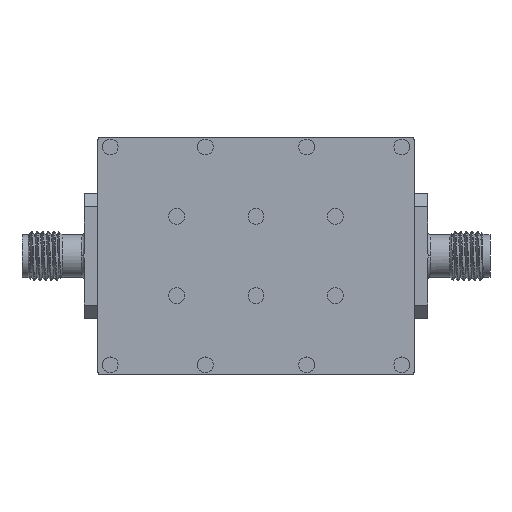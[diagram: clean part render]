
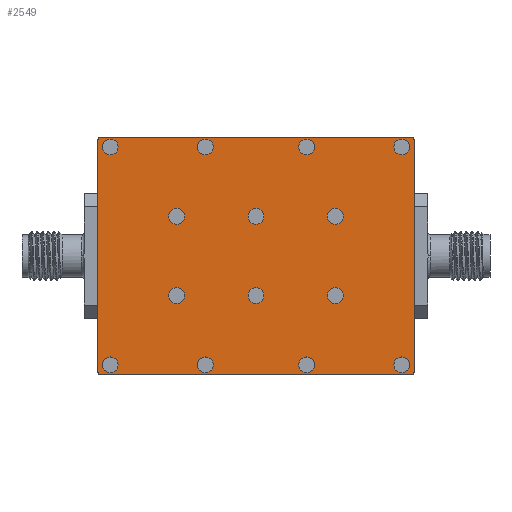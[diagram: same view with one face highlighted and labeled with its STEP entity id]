
A CAD part, top view. The second image highlights one B-rep face of the part: STEP entity #2549.
In plain terms, the highlighted planar face has unit normal (0, 0, 1).
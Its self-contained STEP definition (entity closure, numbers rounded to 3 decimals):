
#2513 = EDGE_CURVE('',#2514,#2516,#2518,.T.);
#2514 = VERTEX_POINT('',#2515);
#2515 = CARTESIAN_POINT('',(-19.5,-15.,10.));
#2516 = VERTEX_POINT('',#2517);
#2517 = CARTESIAN_POINT('',(19.5,-15.,10.));
#2518 = LINE('',#2519,#2520);
#2519 = CARTESIAN_POINT('',(-20.,-15.,10.));
#2520 = VECTOR('',#2521,1.);
#2521 = DIRECTION('',(1.,0.,0.));
#2549 = ADVANCED_FACE('',(#2550,#2611,#2622,#2633,#2644,#2655,#2666,
    #2677,#2688,#2699,#2710,#2721,#2732,#2743,#2754),#2765,.T.);
#2550 = FACE_BOUND('',#2551,.T.);
#2551 = EDGE_LOOP('',(#2552,#2553,#2562,#2570,#2579,#2587,#2596,#2604));
#2552 = ORIENTED_EDGE('',*,*,#2513,.T.);
#2553 = ORIENTED_EDGE('',*,*,#2554,.T.);
#2554 = EDGE_CURVE('',#2516,#2555,#2557,.T.);
#2555 = VERTEX_POINT('',#2556);
#2556 = CARTESIAN_POINT('',(20.,-14.5,10.));
#2557 = CIRCLE('',#2558,0.5);
#2558 = AXIS2_PLACEMENT_3D('',#2559,#2560,#2561);
#2559 = CARTESIAN_POINT('',(19.5,-14.5,10.));
#2560 = DIRECTION('',(0.,0.,1.));
#2561 = DIRECTION('',(0.,1.,0.));
#2562 = ORIENTED_EDGE('',*,*,#2563,.T.);
#2563 = EDGE_CURVE('',#2555,#2564,#2566,.T.);
#2564 = VERTEX_POINT('',#2565);
#2565 = CARTESIAN_POINT('',(20.,14.5,10.));
#2566 = LINE('',#2567,#2568);
#2567 = CARTESIAN_POINT('',(20.,-15.,10.));
#2568 = VECTOR('',#2569,1.);
#2569 = DIRECTION('',(0.,1.,0.));
#2570 = ORIENTED_EDGE('',*,*,#2571,.T.);
#2571 = EDGE_CURVE('',#2564,#2572,#2574,.T.);
#2572 = VERTEX_POINT('',#2573);
#2573 = CARTESIAN_POINT('',(19.5,15.,10.));
#2574 = CIRCLE('',#2575,0.5);
#2575 = AXIS2_PLACEMENT_3D('',#2576,#2577,#2578);
#2576 = CARTESIAN_POINT('',(19.5,14.5,10.));
#2577 = DIRECTION('',(0.,0.,1.));
#2578 = DIRECTION('',(0.,1.,0.));
#2579 = ORIENTED_EDGE('',*,*,#2580,.T.);
#2580 = EDGE_CURVE('',#2572,#2581,#2583,.T.);
#2581 = VERTEX_POINT('',#2582);
#2582 = CARTESIAN_POINT('',(-19.5,15.,10.));
#2583 = LINE('',#2584,#2585);
#2584 = CARTESIAN_POINT('',(20.,15.,10.));
#2585 = VECTOR('',#2586,1.);
#2586 = DIRECTION('',(-1.,-0.,0.));
#2587 = ORIENTED_EDGE('',*,*,#2588,.F.);
#2588 = EDGE_CURVE('',#2589,#2581,#2591,.T.);
#2589 = VERTEX_POINT('',#2590);
#2590 = CARTESIAN_POINT('',(-20.,14.5,10.));
#2591 = CIRCLE('',#2592,0.5);
#2592 = AXIS2_PLACEMENT_3D('',#2593,#2594,#2595);
#2593 = CARTESIAN_POINT('',(-19.5,14.5,10.));
#2594 = DIRECTION('',(0.,0.,-1.));
#2595 = DIRECTION('',(0.,1.,0.));
#2596 = ORIENTED_EDGE('',*,*,#2597,.T.);
#2597 = EDGE_CURVE('',#2589,#2598,#2600,.T.);
#2598 = VERTEX_POINT('',#2599);
#2599 = CARTESIAN_POINT('',(-20.,-14.5,10.));
#2600 = LINE('',#2601,#2602);
#2601 = CARTESIAN_POINT('',(-20.,15.,10.));
#2602 = VECTOR('',#2603,1.);
#2603 = DIRECTION('',(0.,-1.,0.));
#2604 = ORIENTED_EDGE('',*,*,#2605,.F.);
#2605 = EDGE_CURVE('',#2514,#2598,#2606,.T.);
#2606 = CIRCLE('',#2607,0.5);
#2607 = AXIS2_PLACEMENT_3D('',#2608,#2609,#2610);
#2608 = CARTESIAN_POINT('',(-19.5,-14.5,10.));
#2609 = DIRECTION('',(0.,0.,-1.));
#2610 = DIRECTION('',(0.,1.,0.));
#2611 = FACE_BOUND('',#2612,.T.);
#2612 = EDGE_LOOP('',(#2613));
#2613 = ORIENTED_EDGE('',*,*,#2614,.F.);
#2614 = EDGE_CURVE('',#2615,#2615,#2617,.T.);
#2615 = VERTEX_POINT('',#2616);
#2616 = CARTESIAN_POINT('',(11.,-5.,10.));
#2617 = CIRCLE('',#2618,1.);
#2618 = AXIS2_PLACEMENT_3D('',#2619,#2620,#2621);
#2619 = CARTESIAN_POINT('',(10.,-5.,10.));
#2620 = DIRECTION('',(-0.,0.,1.));
#2621 = DIRECTION('',(1.,0.,0.));
#2622 = FACE_BOUND('',#2623,.T.);
#2623 = EDGE_LOOP('',(#2624));
#2624 = ORIENTED_EDGE('',*,*,#2625,.T.);
#2625 = EDGE_CURVE('',#2626,#2626,#2628,.T.);
#2626 = VERTEX_POINT('',#2627);
#2627 = CARTESIAN_POINT('',(7.4,-13.75,10.));
#2628 = CIRCLE('',#2629,1.);
#2629 = AXIS2_PLACEMENT_3D('',#2630,#2631,#2632);
#2630 = CARTESIAN_POINT('',(6.4,-13.75,10.));
#2631 = DIRECTION('',(0.,0.,-1.));
#2632 = DIRECTION('',(1.,0.,0.));
#2633 = FACE_BOUND('',#2634,.T.);
#2634 = EDGE_LOOP('',(#2635));
#2635 = ORIENTED_EDGE('',*,*,#2636,.T.);
#2636 = EDGE_CURVE('',#2637,#2637,#2639,.T.);
#2637 = VERTEX_POINT('',#2638);
#2638 = CARTESIAN_POINT('',(-5.4,-13.75,10.));
#2639 = CIRCLE('',#2640,1.);
#2640 = AXIS2_PLACEMENT_3D('',#2641,#2642,#2643);
#2641 = CARTESIAN_POINT('',(-6.4,-13.75,10.));
#2642 = DIRECTION('',(0.,0.,-1.));
#2643 = DIRECTION('',(1.,0.,0.));
#2644 = FACE_BOUND('',#2645,.T.);
#2645 = EDGE_LOOP('',(#2646));
#2646 = ORIENTED_EDGE('',*,*,#2647,.F.);
#2647 = EDGE_CURVE('',#2648,#2648,#2650,.T.);
#2648 = VERTEX_POINT('',#2649);
#2649 = CARTESIAN_POINT('',(1.,-5.,10.));
#2650 = CIRCLE('',#2651,1.);
#2651 = AXIS2_PLACEMENT_3D('',#2652,#2653,#2654);
#2652 = CARTESIAN_POINT('',(0.,-5.,10.));
#2653 = DIRECTION('',(-0.,0.,1.));
#2654 = DIRECTION('',(1.,0.,0.));
#2655 = FACE_BOUND('',#2656,.T.);
#2656 = EDGE_LOOP('',(#2657));
#2657 = ORIENTED_EDGE('',*,*,#2658,.T.);
#2658 = EDGE_CURVE('',#2659,#2659,#2661,.T.);
#2659 = VERTEX_POINT('',#2660);
#2660 = CARTESIAN_POINT('',(-17.4,-13.75,10.));
#2661 = CIRCLE('',#2662,1.);
#2662 = AXIS2_PLACEMENT_3D('',#2663,#2664,#2665);
#2663 = CARTESIAN_POINT('',(-18.4,-13.75,10.));
#2664 = DIRECTION('',(0.,0.,-1.));
#2665 = DIRECTION('',(1.,0.,0.));
#2666 = FACE_BOUND('',#2667,.T.);
#2667 = EDGE_LOOP('',(#2668));
#2668 = ORIENTED_EDGE('',*,*,#2669,.F.);
#2669 = EDGE_CURVE('',#2670,#2670,#2672,.T.);
#2670 = VERTEX_POINT('',#2671);
#2671 = CARTESIAN_POINT('',(-9.,-5.,10.));
#2672 = CIRCLE('',#2673,1.);
#2673 = AXIS2_PLACEMENT_3D('',#2674,#2675,#2676);
#2674 = CARTESIAN_POINT('',(-10.,-5.,10.));
#2675 = DIRECTION('',(-0.,0.,1.));
#2676 = DIRECTION('',(1.,0.,0.));
#2677 = FACE_BOUND('',#2678,.T.);
#2678 = EDGE_LOOP('',(#2679));
#2679 = ORIENTED_EDGE('',*,*,#2680,.T.);
#2680 = EDGE_CURVE('',#2681,#2681,#2683,.T.);
#2681 = VERTEX_POINT('',#2682);
#2682 = CARTESIAN_POINT('',(-17.4,13.75,10.));
#2683 = CIRCLE('',#2684,1.);
#2684 = AXIS2_PLACEMENT_3D('',#2685,#2686,#2687);
#2685 = CARTESIAN_POINT('',(-18.4,13.75,10.));
#2686 = DIRECTION('',(0.,0.,-1.));
#2687 = DIRECTION('',(1.,0.,0.));
#2688 = FACE_BOUND('',#2689,.T.);
#2689 = EDGE_LOOP('',(#2690));
#2690 = ORIENTED_EDGE('',*,*,#2691,.F.);
#2691 = EDGE_CURVE('',#2692,#2692,#2694,.T.);
#2692 = VERTEX_POINT('',#2693);
#2693 = CARTESIAN_POINT('',(-9.,5.,10.));
#2694 = CIRCLE('',#2695,1.);
#2695 = AXIS2_PLACEMENT_3D('',#2696,#2697,#2698);
#2696 = CARTESIAN_POINT('',(-10.,5.,10.));
#2697 = DIRECTION('',(-0.,0.,1.));
#2698 = DIRECTION('',(1.,0.,0.));
#2699 = FACE_BOUND('',#2700,.T.);
#2700 = EDGE_LOOP('',(#2701));
#2701 = ORIENTED_EDGE('',*,*,#2702,.F.);
#2702 = EDGE_CURVE('',#2703,#2703,#2705,.T.);
#2703 = VERTEX_POINT('',#2704);
#2704 = CARTESIAN_POINT('',(1.,5.,10.));
#2705 = CIRCLE('',#2706,1.);
#2706 = AXIS2_PLACEMENT_3D('',#2707,#2708,#2709);
#2707 = CARTESIAN_POINT('',(0.,5.,10.));
#2708 = DIRECTION('',(-0.,0.,1.));
#2709 = DIRECTION('',(1.,0.,0.));
#2710 = FACE_BOUND('',#2711,.T.);
#2711 = EDGE_LOOP('',(#2712));
#2712 = ORIENTED_EDGE('',*,*,#2713,.T.);
#2713 = EDGE_CURVE('',#2714,#2714,#2716,.T.);
#2714 = VERTEX_POINT('',#2715);
#2715 = CARTESIAN_POINT('',(-5.4,13.75,10.));
#2716 = CIRCLE('',#2717,1.);
#2717 = AXIS2_PLACEMENT_3D('',#2718,#2719,#2720);
#2718 = CARTESIAN_POINT('',(-6.4,13.75,10.));
#2719 = DIRECTION('',(0.,0.,-1.));
#2720 = DIRECTION('',(1.,0.,0.));
#2721 = FACE_BOUND('',#2722,.T.);
#2722 = EDGE_LOOP('',(#2723));
#2723 = ORIENTED_EDGE('',*,*,#2724,.F.);
#2724 = EDGE_CURVE('',#2725,#2725,#2727,.T.);
#2725 = VERTEX_POINT('',#2726);
#2726 = CARTESIAN_POINT('',(11.,5.,10.));
#2727 = CIRCLE('',#2728,1.);
#2728 = AXIS2_PLACEMENT_3D('',#2729,#2730,#2731);
#2729 = CARTESIAN_POINT('',(10.,5.,10.));
#2730 = DIRECTION('',(-0.,0.,1.));
#2731 = DIRECTION('',(1.,0.,0.));
#2732 = FACE_BOUND('',#2733,.T.);
#2733 = EDGE_LOOP('',(#2734));
#2734 = ORIENTED_EDGE('',*,*,#2735,.T.);
#2735 = EDGE_CURVE('',#2736,#2736,#2738,.T.);
#2736 = VERTEX_POINT('',#2737);
#2737 = CARTESIAN_POINT('',(7.4,13.75,10.));
#2738 = CIRCLE('',#2739,1.);
#2739 = AXIS2_PLACEMENT_3D('',#2740,#2741,#2742);
#2740 = CARTESIAN_POINT('',(6.4,13.75,10.));
#2741 = DIRECTION('',(0.,0.,-1.));
#2742 = DIRECTION('',(1.,0.,0.));
#2743 = FACE_BOUND('',#2744,.T.);
#2744 = EDGE_LOOP('',(#2745));
#2745 = ORIENTED_EDGE('',*,*,#2746,.T.);
#2746 = EDGE_CURVE('',#2747,#2747,#2749,.T.);
#2747 = VERTEX_POINT('',#2748);
#2748 = CARTESIAN_POINT('',(19.4,13.75,10.));
#2749 = CIRCLE('',#2750,1.);
#2750 = AXIS2_PLACEMENT_3D('',#2751,#2752,#2753);
#2751 = CARTESIAN_POINT('',(18.4,13.75,10.));
#2752 = DIRECTION('',(0.,0.,-1.));
#2753 = DIRECTION('',(1.,0.,0.));
#2754 = FACE_BOUND('',#2755,.T.);
#2755 = EDGE_LOOP('',(#2756));
#2756 = ORIENTED_EDGE('',*,*,#2757,.T.);
#2757 = EDGE_CURVE('',#2758,#2758,#2760,.T.);
#2758 = VERTEX_POINT('',#2759);
#2759 = CARTESIAN_POINT('',(19.4,-13.75,10.));
#2760 = CIRCLE('',#2761,1.);
#2761 = AXIS2_PLACEMENT_3D('',#2762,#2763,#2764);
#2762 = CARTESIAN_POINT('',(18.4,-13.75,10.));
#2763 = DIRECTION('',(0.,0.,-1.));
#2764 = DIRECTION('',(1.,0.,0.));
#2765 = PLANE('',#2766);
#2766 = AXIS2_PLACEMENT_3D('',#2767,#2768,#2769);
#2767 = CARTESIAN_POINT('',(0.,0.,10.)
  );
#2768 = DIRECTION('',(-0.,0.,1.));
#2769 = DIRECTION('',(-1.,-0.,0.));
